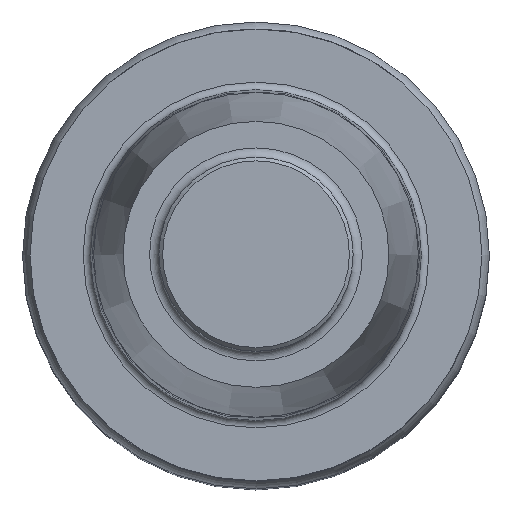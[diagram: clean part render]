
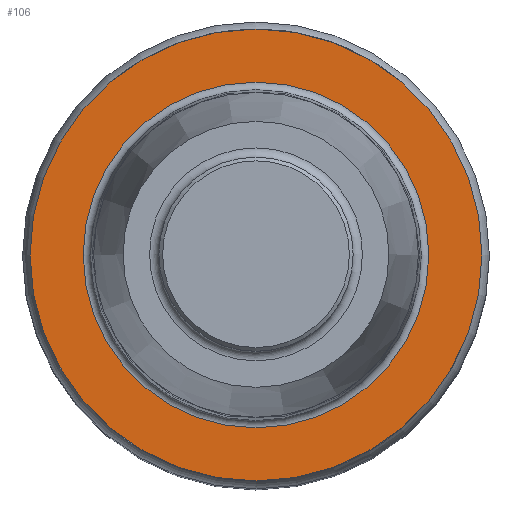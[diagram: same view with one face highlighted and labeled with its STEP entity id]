
A CAD part, top view. The second image highlights one B-rep face of the part: STEP entity #106.
In plain terms, the highlighted planar face has unit normal (0, 0, 1).
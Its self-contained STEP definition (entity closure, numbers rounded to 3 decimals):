
#86=FACE_BOUND('',#167,.T.);
#87=FACE_BOUND('',#168,.T.);
#106=ADVANCED_FACE('',(#86,#87),#124,.F.);
#124=PLANE('',#843);
#167=EDGE_LOOP('',(#207));
#168=EDGE_LOOP('',(#208));
#207=ORIENTED_EDGE('',*,*,#303,.T.);
#208=ORIENTED_EDGE('',*,*,#302,.T.);
#272=VERTEX_POINT('',#1152);
#273=VERTEX_POINT('',#1155);
#302=EDGE_CURVE('',#272,#272,#349,.T.);
#303=EDGE_CURVE('',#273,#273,#350,.T.);
#349=CIRCLE('',#840,9.253);
#350=CIRCLE('',#842,12.1);
#840=AXIS2_PLACEMENT_3D('',#1151,#974,#975);
#842=AXIS2_PLACEMENT_3D('',#1154,#978,#979);
#843=AXIS2_PLACEMENT_3D('',#1156,#980,#981);
#974=DIRECTION('',(0.,0.,-1.));
#975=DIRECTION('',(-1.,0.,0.));
#978=DIRECTION('',(0.,0.,1.));
#979=DIRECTION('',(1.,0.,0.));
#980=DIRECTION('',(0.,0.,-1.));
#981=DIRECTION('',(-1.,0.,0.));
#1151=CARTESIAN_POINT('',(0.,0.,0.));
#1152=CARTESIAN_POINT('',(-9.253,0.,0.));
#1154=CARTESIAN_POINT('',(0.,0.,0.));
#1155=CARTESIAN_POINT('',(12.1,0.,0.));
#1156=CARTESIAN_POINT('',(0.,12.1,0.));
